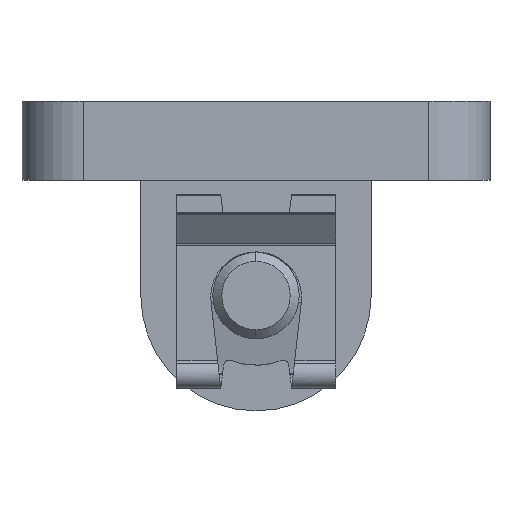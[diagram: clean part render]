
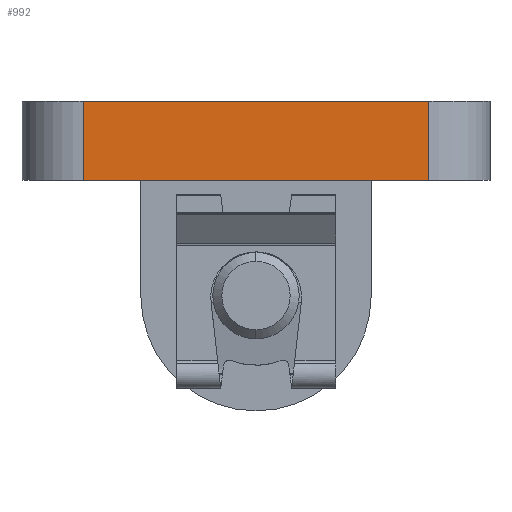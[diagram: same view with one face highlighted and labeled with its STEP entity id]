
A CAD part, left-side view. The second image highlights one B-rep face of the part: STEP entity #992.
In plain terms, the highlighted planar face has unit normal (-1, 0, 0).
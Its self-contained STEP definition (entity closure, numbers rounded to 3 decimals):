
#231 = CARTESIAN_POINT ( 'NONE',  ( 0., 0., 0. ) ) ;
#238 = DIRECTION ( 'NONE',  ( 0., -1., 0. ) ) ;
#264 = CARTESIAN_POINT ( 'NONE',  ( 0., 8.5, 11. ) ) ;
#265 = DIRECTION ( 'NONE',  ( 0., 0., 1. ) ) ;
#267 = CARTESIAN_POINT ( 'NONE',  ( 0., 0., 11. ) ) ;
#268 = DIRECTION ( 'NONE',  ( 0., -1., 0. ) ) ;
#275 = CARTESIAN_POINT ( 'NONE',  ( 0., 56.5, 11. ) ) ;
#276 = DIRECTION ( 'NONE',  ( 0., 0., -1. ) ) ;
#618 = LINE ( 'NONE', #231, #620 ) ;
#620 = VECTOR ( 'NONE', #238, 1000. ) ;
#636 = LINE ( 'NONE', #264, #637 ) ;
#637 = VECTOR ( 'NONE', #265, 1000. ) ;
#638 = LINE ( 'NONE', #267, #639 ) ;
#639 = VECTOR ( 'NONE', #268, 1000. ) ;
#641 = LINE ( 'NONE', #275, #642 ) ;
#642 = VECTOR ( 'NONE', #276, 1000. ) ;
#992 = ADVANCED_FACE ( 'NONE', ( #1177 ), #2052, .F. ) ;
#1034 = VERTEX_POINT ( 'NONE', #2192 ) ;
#1091 = VERTEX_POINT ( 'NONE', #2253 ) ;
#1116 = VERTEX_POINT ( 'NONE', #2278 ) ;
#1177 = FACE_OUTER_BOUND ( 'NONE', #3797, .T. ) ;
#1561 = VERTEX_POINT ( 'NONE', #2343 ) ;
#2052 = PLANE ( 'NONE',  #3280 ) ;
#2055 = CARTESIAN_POINT ( 'NONE',  ( 0., 0., 11. ) ) ;
#2061 = DIRECTION ( 'NONE',  ( 1., 0., 0. ) ) ;
#2062 = DIRECTION ( 'NONE',  ( 0., 0., -1. ) ) ;
#2192 = CARTESIAN_POINT ( 'NONE',  ( 0., 56.5, 11. ) ) ;
#2253 = CARTESIAN_POINT ( 'NONE',  ( 0., 8.5, 0. ) ) ;
#2278 = CARTESIAN_POINT ( 'NONE',  ( 0., 8.5, 11. ) ) ;
#2343 = CARTESIAN_POINT ( 'NONE',  ( 0., 56.5, 0. ) ) ;
#3069 = EDGE_CURVE ( 'NONE', #1561, #1091, #618, .T. ) ;
#3080 = EDGE_CURVE ( 'NONE', #1091, #1116, #636, .T. ) ;
#3081 = EDGE_CURVE ( 'NONE', #1034, #1116, #638, .T. ) ;
#3084 = EDGE_CURVE ( 'NONE', #1034, #1561, #641, .T. ) ;
#3280 = AXIS2_PLACEMENT_3D ( 'NONE', #2055, #2061, #2062 ) ;
#3657 = ORIENTED_EDGE ( 'NONE', *, *, #3084, .T. ) ;
#3659 = ORIENTED_EDGE ( 'NONE', *, *, #3081, .F. ) ;
#3660 = ORIENTED_EDGE ( 'NONE', *, *, #3080, .T. ) ;
#3661 = ORIENTED_EDGE ( 'NONE', *, *, #3069, .T. ) ;
#3797 = EDGE_LOOP ( 'NONE', ( #3661, #3660, #3659, #3657 ) ) ;
